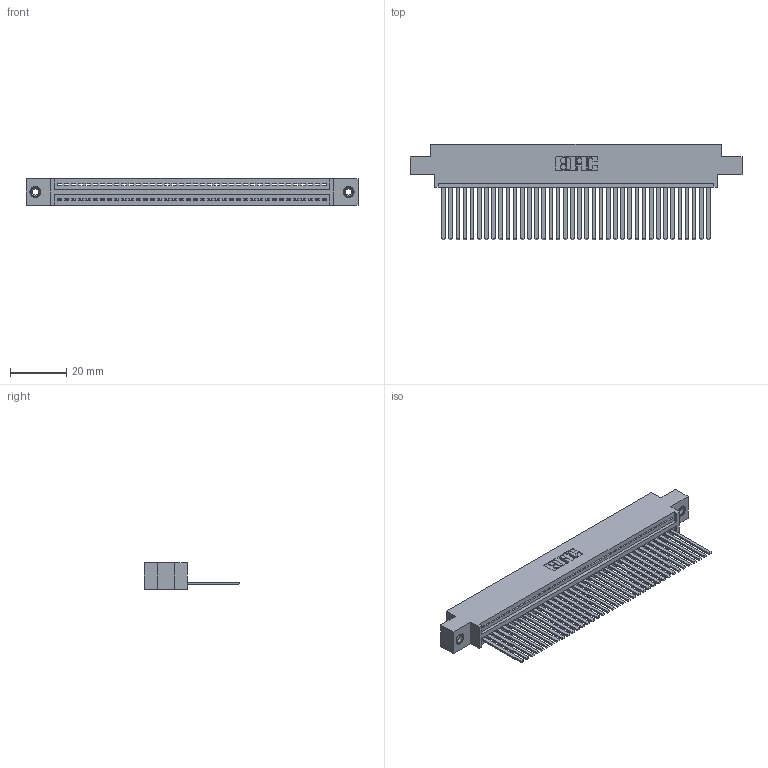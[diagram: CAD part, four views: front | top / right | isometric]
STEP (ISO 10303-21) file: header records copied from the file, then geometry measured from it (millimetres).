
FILE_DESCRIPTION (( 'STEP AP203' ), '1' );
FILE_NAME ('345-038-544-608.STEP', '2019-10-08T04:48:15', ( '' ), ( '' ), 'SwSTEP 2.0', 'SolidWorks 2016', '' );
FILE_SCHEMA (( 'CONFIG_CONTROL_DESIGN' ));
Length unit declared in the file: inch
Products named in the file (4): 345-292-001_345-293-144; 345 Part_0.170 Offset - 0.156 Dia-TI; 345-250-001_345-250-003-102; 345-038-544-608
Assembly tree (41 placements, depth 2):
  345-038-544-608
    345 Part_0.170 Offset - 0.156 Dia-TI
    345-292-001_345-293-144  x38
    345-250-001_345-250-003-102  x2
Bounding box: 117.73 x 33.96 x 9.4 mm (x, y, z)
Volume: 11469.4 mm3; surface area: 16654.4 mm2
Topology: 41 solids, 41 shells, 2166 faces, 6493 edges, 4270 vertices
Faces by surface type: plane 1484, cylinder 666, cone 12, torus 4
Entity records: 30272 total; most frequent: CARTESIAN_POINT 5225, ORIENTED_EDGE 5190, DIRECTION 4593, EDGE_CURVE 2595, VECTOR 2295, LINE 2295, VERTEX_POINT 1724, AXIS2_PLACEMENT_3D 1149
